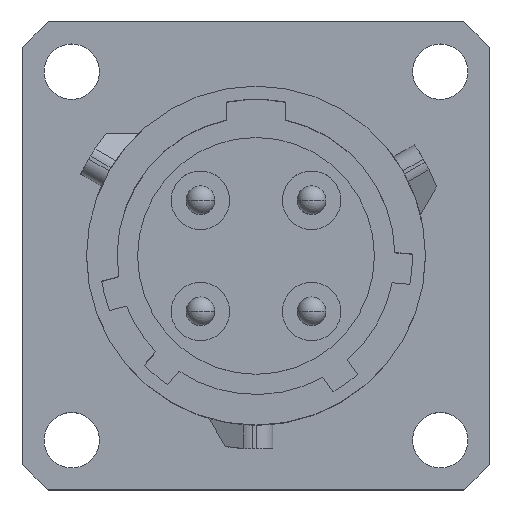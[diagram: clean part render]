
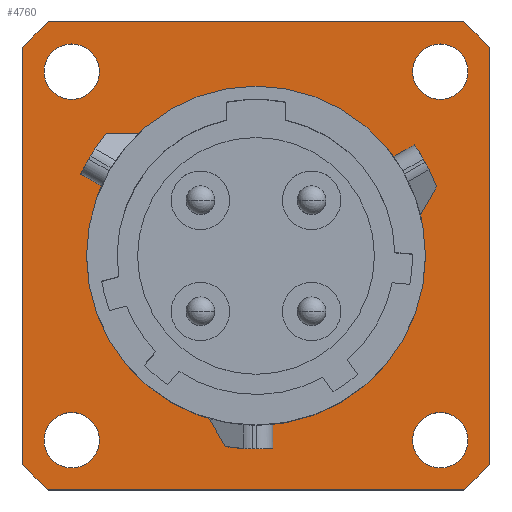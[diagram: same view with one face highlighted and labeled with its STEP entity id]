
A CAD part, top view. The second image highlights one B-rep face of the part: STEP entity #4760.
In plain terms, the highlighted planar face has unit normal (0, 0, 1).
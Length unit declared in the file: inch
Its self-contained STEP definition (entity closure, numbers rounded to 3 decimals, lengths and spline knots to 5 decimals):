
#89=CARTESIAN_POINT('',(0.,0.,0.));
#90=DIRECTION('',(0.,0.,-1.));
#91=DIRECTION('',(1.,0.,0.));
#92=AXIS2_PLACEMENT_3D('',#89,#90,#91);
#139=CARTESIAN_POINT('',(0.,0.,0.));
#140=DIRECTION('',(0.,0.,1.));
#141=DIRECTION('',(1.,0.,0.));
#142=AXIS2_PLACEMENT_3D('',#139,#140,#141);
#218=DIRECTION('',(1.,0.,0.));
#219=VECTOR('',#218,0.91455);
#220=CARTESIAN_POINT('',(-0.45727,0.51535,0.));
#221=LINE('',#220,#219);
#222=CARTESIAN_POINT('',(0.,0.,0.));
#223=DIRECTION('',(0.,0.,-1.));
#224=DIRECTION('',(0.664,0.748,0.));
#225=AXIS2_PLACEMENT_3D('',#222,#223,#224);
#227=DIRECTION('',(0.,-1.,0.));
#228=VECTOR('',#227,0.91455);
#229=CARTESIAN_POINT('',(0.51535,0.45727,0.));
#230=LINE('',#229,#228);
#231=CARTESIAN_POINT('',(0.,0.,0.));
#232=DIRECTION('',(0.,0.,-1.));
#233=DIRECTION('',(0.748,-0.664,0.));
#234=AXIS2_PLACEMENT_3D('',#231,#232,#233);
#236=DIRECTION('',(-1.,0.,0.));
#237=VECTOR('',#236,0.91455);
#238=CARTESIAN_POINT('',(0.45727,-0.51535,0.));
#239=LINE('',#238,#237);
#240=CARTESIAN_POINT('',(0.,0.,0.));
#241=DIRECTION('',(0.,0.,-1.));
#242=DIRECTION('',(-0.664,-0.748,0.));
#243=AXIS2_PLACEMENT_3D('',#240,#241,#242);
#245=DIRECTION('',(0.,1.,0.));
#246=VECTOR('',#245,0.91455);
#247=CARTESIAN_POINT('',(-0.51535,-0.45727,0.));
#248=LINE('',#247,#246);
#249=CARTESIAN_POINT('',(0.,0.,0.));
#250=DIRECTION('',(0.,0.,-1.));
#251=DIRECTION('',(-0.748,0.664,0.));
#252=AXIS2_PLACEMENT_3D('',#249,#250,#251);
#254=CARTESIAN_POINT('',(0.40591,0.40591,0.));
#255=DIRECTION('',(0.,0.,1.));
#256=DIRECTION('',(1.,0.,0.));
#257=AXIS2_PLACEMENT_3D('',#254,#255,#256);
#259=CARTESIAN_POINT('',(0.40591,0.40591,0.));
#260=DIRECTION('',(0.,0.,1.));
#261=DIRECTION('',(-1.,0.,0.));
#262=AXIS2_PLACEMENT_3D('',#259,#260,#261);
#264=CARTESIAN_POINT('',(0.40591,-0.40591,0.));
#265=DIRECTION('',(0.,0.,1.));
#266=DIRECTION('',(1.,0.,0.));
#267=AXIS2_PLACEMENT_3D('',#264,#265,#266);
#269=CARTESIAN_POINT('',(0.40591,-0.40591,0.));
#270=DIRECTION('',(0.,0.,1.));
#271=DIRECTION('',(-1.,0.,0.));
#272=AXIS2_PLACEMENT_3D('',#269,#270,#271);
#274=CARTESIAN_POINT('',(-0.40591,-0.40591,0.));
#275=DIRECTION('',(0.,0.,1.));
#276=DIRECTION('',(1.,0.,0.));
#277=AXIS2_PLACEMENT_3D('',#274,#275,#276);
#279=CARTESIAN_POINT('',(-0.40591,-0.40591,0.));
#280=DIRECTION('',(0.,0.,1.));
#281=DIRECTION('',(-1.,0.,0.));
#282=AXIS2_PLACEMENT_3D('',#279,#280,#281);
#284=CARTESIAN_POINT('',(-0.40591,0.40591,0.));
#285=DIRECTION('',(0.,0.,1.));
#286=DIRECTION('',(1.,0.,0.));
#287=AXIS2_PLACEMENT_3D('',#284,#285,#286);
#289=CARTESIAN_POINT('',(-0.40591,0.40591,0.));
#290=DIRECTION('',(0.,0.,1.));
#291=DIRECTION('',(-1.,0.,0.));
#292=AXIS2_PLACEMENT_3D('',#289,#290,#291);
#3987=CARTESIAN_POINT('',(0.37323,0.,0.));
#3989=VERTEX_POINT('',#3987);
#3999=CARTESIAN_POINT('',(-0.37323,0.,0.));
#4001=VERTEX_POINT('',#3999);
#4288=CARTESIAN_POINT('',(-0.45727,0.51535,0.));
#4289=CARTESIAN_POINT('',(0.45727,0.51535,0.));
#4290=VERTEX_POINT('',#4288);
#4291=VERTEX_POINT('',#4289);
#4292=CARTESIAN_POINT('',(0.51535,0.45727,0.));
#4293=CARTESIAN_POINT('',(0.51535,-0.45727,0.));
#4294=VERTEX_POINT('',#4292);
#4295=VERTEX_POINT('',#4293);
#4296=CARTESIAN_POINT('',(0.45727,-0.51535,0.));
#4297=CARTESIAN_POINT('',(-0.45727,-0.51535,0.));
#4298=VERTEX_POINT('',#4296);
#4299=VERTEX_POINT('',#4297);
#4300=CARTESIAN_POINT('',(-0.51535,-0.45727,0.));
#4301=CARTESIAN_POINT('',(-0.51535,0.45727,0.));
#4302=VERTEX_POINT('',#4300);
#4303=VERTEX_POINT('',#4301);
#4320=CARTESIAN_POINT('',(0.46693,0.40591,0.));
#4321=CARTESIAN_POINT('',(0.34488,0.40591,0.));
#4322=VERTEX_POINT('',#4320);
#4323=VERTEX_POINT('',#4321);
#4324=CARTESIAN_POINT('',(0.46693,-0.40591,0.));
#4325=CARTESIAN_POINT('',(0.34488,-0.40591,0.));
#4326=VERTEX_POINT('',#4324);
#4327=VERTEX_POINT('',#4325);
#4328=CARTESIAN_POINT('',(-0.34488,-0.40591,0.));
#4329=CARTESIAN_POINT('',(-0.46693,-0.40591,0.));
#4330=VERTEX_POINT('',#4328);
#4331=VERTEX_POINT('',#4329);
#4332=CARTESIAN_POINT('',(-0.34488,0.40591,0.));
#4333=CARTESIAN_POINT('',(-0.46693,0.40591,0.));
#4334=VERTEX_POINT('',#4332);
#4335=VERTEX_POINT('',#4333);
#4709=CARTESIAN_POINT('',(0.,0.,0.));
#4710=DIRECTION('',(0.,0.,-1.));
#4711=DIRECTION('',(-1.,0.,0.));
#4712=AXIS2_PLACEMENT_3D('',#4709,#4710,#4711);
#4713=PLANE('',#4712);
#4715=ORIENTED_EDGE('',*,*,#4714,.T.);
#4717=ORIENTED_EDGE('',*,*,#4716,.T.);
#4719=ORIENTED_EDGE('',*,*,#4718,.T.);
#4721=ORIENTED_EDGE('',*,*,#4720,.T.);
#4723=ORIENTED_EDGE('',*,*,#4722,.T.);
#4725=ORIENTED_EDGE('',*,*,#4724,.T.);
#4727=ORIENTED_EDGE('',*,*,#4726,.T.);
#4729=ORIENTED_EDGE('',*,*,#4728,.T.);
#4730=EDGE_LOOP('',(#4715,#4717,#4719,#4721,#4723,#4725,#4727,#4729));
#4731=FACE_OUTER_BOUND('',#4730,.F.);
#4732=ORIENTED_EDGE('',*,*,#4660,.T.);
#4733=ORIENTED_EDGE('',*,*,#4622,.F.);
#4734=EDGE_LOOP('',(#4732,#4733));
#4735=FACE_BOUND('',#4734,.F.);
#4737=ORIENTED_EDGE('',*,*,#4736,.T.);
#4739=ORIENTED_EDGE('',*,*,#4738,.T.);
#4740=EDGE_LOOP('',(#4737,#4739));
#4741=FACE_BOUND('',#4740,.F.);
#4743=ORIENTED_EDGE('',*,*,#4742,.T.);
#4745=ORIENTED_EDGE('',*,*,#4744,.T.);
#4746=EDGE_LOOP('',(#4743,#4745));
#4747=FACE_BOUND('',#4746,.F.);
#4749=ORIENTED_EDGE('',*,*,#4748,.T.);
#4751=ORIENTED_EDGE('',*,*,#4750,.T.);
#4752=EDGE_LOOP('',(#4749,#4751));
#4753=FACE_BOUND('',#4752,.F.);
#4755=ORIENTED_EDGE('',*,*,#4754,.T.);
#4757=ORIENTED_EDGE('',*,*,#4756,.T.);
#4758=EDGE_LOOP('',(#4755,#4757));
#4759=FACE_BOUND('',#4758,.F.);
#4760=ADVANCED_FACE('',(#4731,#4735,#4741,#4747,#4753,#4759),#4713,.F.);
#93=CIRCLE('',#92,0.37323);
#143=CIRCLE('',#142,0.37323);
#226=CIRCLE('',#225,0.68898);
#235=CIRCLE('',#234,0.68898);
#244=CIRCLE('',#243,0.68898);
#253=CIRCLE('',#252,0.68898);
#258=CIRCLE('',#257,0.06102);
#263=CIRCLE('',#262,0.06102);
#268=CIRCLE('',#267,0.06102);
#273=CIRCLE('',#272,0.06102);
#278=CIRCLE('',#277,0.06102);
#283=CIRCLE('',#282,0.06102);
#288=CIRCLE('',#287,0.06102);
#293=CIRCLE('',#292,0.06102);
#4622=EDGE_CURVE('',#3989,#4001,#93,.T.);
#4660=EDGE_CURVE('',#3989,#4001,#143,.T.);
#4714=EDGE_CURVE('',#4290,#4291,#221,.T.);
#4716=EDGE_CURVE('',#4291,#4294,#226,.T.);
#4718=EDGE_CURVE('',#4294,#4295,#230,.T.);
#4720=EDGE_CURVE('',#4295,#4298,#235,.T.);
#4722=EDGE_CURVE('',#4298,#4299,#239,.T.);
#4724=EDGE_CURVE('',#4299,#4302,#244,.T.);
#4726=EDGE_CURVE('',#4302,#4303,#248,.T.);
#4728=EDGE_CURVE('',#4303,#4290,#253,.T.);
#4736=EDGE_CURVE('',#4322,#4323,#258,.T.);
#4738=EDGE_CURVE('',#4323,#4322,#263,.T.);
#4742=EDGE_CURVE('',#4326,#4327,#268,.T.);
#4744=EDGE_CURVE('',#4327,#4326,#273,.T.);
#4748=EDGE_CURVE('',#4330,#4331,#278,.T.);
#4750=EDGE_CURVE('',#4331,#4330,#283,.T.);
#4754=EDGE_CURVE('',#4334,#4335,#288,.T.);
#4756=EDGE_CURVE('',#4335,#4334,#293,.T.);
